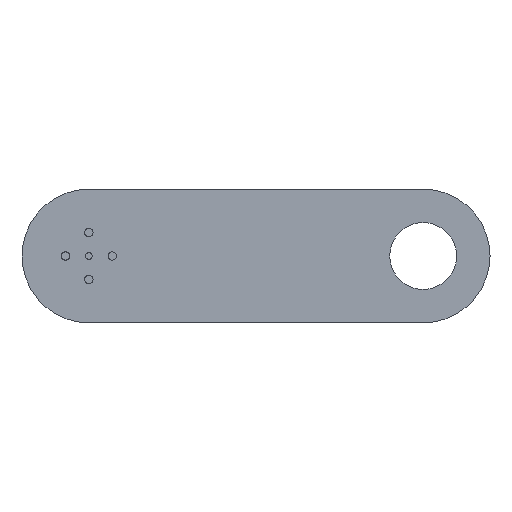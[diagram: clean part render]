
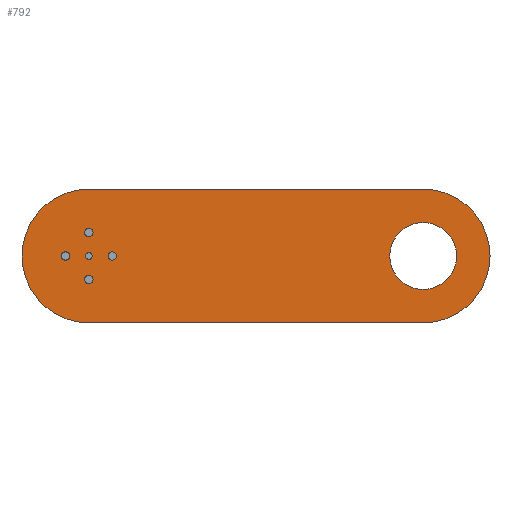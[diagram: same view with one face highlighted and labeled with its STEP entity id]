
A CAD part, top view. The second image highlights one B-rep face of the part: STEP entity #792.
In plain terms, the highlighted planar face has unit normal (0, 0, 1).
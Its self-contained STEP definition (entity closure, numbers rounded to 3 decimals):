
#6 = CARTESIAN_POINT ( 'NONE',  ( 100., 0., 0. ) ) ;
#9 = AXIS2_PLACEMENT_3D ( 'NONE', #317, #570, #770 ) ;
#24 = EDGE_LOOP ( 'NONE', ( #426, #290 ) ) ;
#25 = AXIS2_PLACEMENT_3D ( 'NONE', #612, #565, #499 ) ;
#29 = CARTESIAN_POINT ( 'NONE',  ( 0., -20., 0. ) ) ;
#30 = VERTEX_POINT ( 'NONE', #643 ) ;
#39 = CARTESIAN_POINT ( 'NONE',  ( 100., 10., 0. ) ) ;
#46 = FACE_BOUND ( 'NONE', #654, .T. ) ;
#72 = ORIENTED_EDGE ( 'NONE', *, *, #585, .F. ) ;
#74 = CARTESIAN_POINT ( 'NONE',  ( 0.002, -7., 0. ) ) ;
#91 = EDGE_LOOP ( 'NONE', ( #299, #235 ) ) ;
#92 = CIRCLE ( 'NONE', #407, 1.25 ) ;
#101 = CARTESIAN_POINT ( 'NONE',  ( 0., 8.25, 0. ) ) ;
#110 = LINE ( 'NONE', #244, #774 ) ;
#111 = ORIENTED_EDGE ( 'NONE', *, *, #391, .F. ) ;
#120 = DIRECTION ( 'NONE',  ( 0., 0., 1. ) ) ;
#122 = VERTEX_POINT ( 'NONE', #491 ) ;
#124 = DIRECTION ( 'NONE',  ( 0., -1., 0. ) ) ;
#131 = DIRECTION ( 'NONE',  ( 0., -1., 0. ) ) ;
#141 = CARTESIAN_POINT ( 'NONE',  ( 100., 0., 0. ) ) ;
#146 = DIRECTION ( 'NONE',  ( 0., 0., 1. ) ) ;
#148 = EDGE_CURVE ( 'NONE', #174, #621, #708, .T. ) ;
#158 = CIRCLE ( 'NONE', #376, 1.25 ) ;
#161 = AXIS2_PLACEMENT_3D ( 'NONE', #479, #370, #607 ) ;
#170 = AXIS2_PLACEMENT_3D ( 'NONE', #141, #625, #381 ) ;
#173 = FACE_OUTER_BOUND ( 'NONE', #703, .T. ) ;
#174 = VERTEX_POINT ( 'NONE', #388 ) ;
#181 = VERTEX_POINT ( 'NONE', #687 ) ;
#185 = VERTEX_POINT ( 'NONE', #332 ) ;
#191 = CIRCLE ( 'NONE', #170, 20. ) ;
#193 = DIRECTION ( 'NONE',  ( 0., 0., 1. ) ) ;
#200 = CARTESIAN_POINT ( 'NONE',  ( 0., 20., 0. ) ) ;
#201 = DIRECTION ( 'NONE',  ( 0., -1., 0. ) ) ;
#206 = EDGE_CURVE ( 'NONE', #554, #122, #300, .T. ) ;
#216 = ORIENTED_EDGE ( 'NONE', *, *, #648, .F. ) ;
#217 = EDGE_CURVE ( 'NONE', #506, #517, #748, .T. ) ;
#224 = ORIENTED_EDGE ( 'NONE', *, *, #428, .F. ) ;
#229 = VERTEX_POINT ( 'NONE', #200 ) ;
#235 = ORIENTED_EDGE ( 'NONE', *, *, #217, .F. ) ;
#244 = CARTESIAN_POINT ( 'NONE',  ( 100., -20., 0. ) ) ;
#260 = VERTEX_POINT ( 'NONE', #29 ) ;
#262 = DIRECTION ( 'NONE',  ( 0., 0., 1. ) ) ;
#263 = CARTESIAN_POINT ( 'NONE',  ( 100., -10., 0. ) ) ;
#282 = CIRCLE ( 'NONE', #735, 1.25 ) ;
#283 = DIRECTION ( 'NONE',  ( 0., -1., 0. ) ) ;
#290 = ORIENTED_EDGE ( 'NONE', *, *, #456, .F. ) ;
#299 = ORIENTED_EDGE ( 'NONE', *, *, #483, .F. ) ;
#300 = CIRCLE ( 'NONE', #314, 1.25 ) ;
#308 = ORIENTED_EDGE ( 'NONE', *, *, #346, .F. ) ;
#311 = CARTESIAN_POINT ( 'NONE',  ( 7.001, 0.001, 0. ) ) ;
#314 = AXIS2_PLACEMENT_3D ( 'NONE', #74, #262, #453 ) ;
#317 = CARTESIAN_POINT ( 'NONE',  ( 0., 0., 0. ) ) ;
#332 = CARTESIAN_POINT ( 'NONE',  ( 7.001, -1.249, 0. ) ) ;
#346 = EDGE_CURVE ( 'NONE', #490, #445, #552, .T. ) ;
#351 = AXIS2_PLACEMENT_3D ( 'NONE', #794, #739, #124 ) ;
#353 = DIRECTION ( 'NONE',  ( 0., 0., 1. ) ) ;
#358 = PLANE ( 'NONE',  #646 ) ;
#360 = DIRECTION ( 'NONE',  ( 0., 0., 1. ) ) ;
#366 = CARTESIAN_POINT ( 'NONE',  ( 0.002, -7., 0. ) ) ;
#370 = DIRECTION ( 'NONE',  ( 0., 0., 1. ) ) ;
#376 = AXIS2_PLACEMENT_3D ( 'NONE', #366, #353, #489 ) ;
#378 = CIRCLE ( 'NONE', #9, 1. ) ;
#381 = DIRECTION ( 'NONE',  ( 0., -1., 0. ) ) ;
#388 = CARTESIAN_POINT ( 'NONE',  ( -6.999, 1.249, 0. ) ) ;
#391 = EDGE_CURVE ( 'NONE', #229, #30, #790, .T. ) ;
#395 = AXIS2_PLACEMENT_3D ( 'NONE', #311, #360, #679 ) ;
#399 = DIRECTION ( 'NONE',  ( 0., 0., 1. ) ) ;
#404 = DIRECTION ( 'NONE',  ( 0., 0., 1. ) ) ;
#407 = AXIS2_PLACEMENT_3D ( 'NONE', #620, #404, #283 ) ;
#409 = EDGE_LOOP ( 'NONE', ( #72, #308 ) ) ;
#410 = ORIENTED_EDGE ( 'NONE', *, *, #638, .T. ) ;
#411 = CARTESIAN_POINT ( 'NONE',  ( 0., 7., 0. ) ) ;
#418 = CARTESIAN_POINT ( 'NONE',  ( 0., 20., 0. ) ) ;
#420 = FACE_BOUND ( 'NONE', #740, .T. ) ;
#426 = ORIENTED_EDGE ( 'NONE', *, *, #744, .F. ) ;
#428 = EDGE_CURVE ( 'NONE', #122, #554, #158, .T. ) ;
#445 = VERTEX_POINT ( 'NONE', #675 ) ;
#451 = EDGE_CURVE ( 'NONE', #229, #260, #605, .T. ) ;
#453 = DIRECTION ( 'NONE',  ( 0., -1., 0. ) ) ;
#456 = EDGE_CURVE ( 'NONE', #657, #521, #649, .T. ) ;
#459 = CIRCLE ( 'NONE', #395, 1.25 ) ;
#464 = CARTESIAN_POINT ( 'NONE',  ( 0.002, -8.25, 0. ) ) ;
#465 = EDGE_CURVE ( 'NONE', #185, #181, #459, .T. ) ;
#467 = CARTESIAN_POINT ( 'NONE',  ( 0., 5.75, 0. ) ) ;
#468 = ORIENTED_EDGE ( 'NONE', *, *, #522, .F. ) ;
#470 = CARTESIAN_POINT ( 'NONE',  ( 0., 0., 0. ) ) ;
#479 = CARTESIAN_POINT ( 'NONE',  ( 0., 0., 0. ) ) ;
#482 = DIRECTION ( 'NONE',  ( 0., 0., 1. ) ) ;
#483 = EDGE_CURVE ( 'NONE', #517, #506, #494, .T. ) ;
#489 = DIRECTION ( 'NONE',  ( 0., -1., 0. ) ) ;
#490 = VERTEX_POINT ( 'NONE', #553 ) ;
#491 = CARTESIAN_POINT ( 'NONE',  ( 0.002, -5.75, 0. ) ) ;
#494 = CIRCLE ( 'NONE', #762, 10. ) ;
#496 = CARTESIAN_POINT ( 'NONE',  ( -6.999, -0.001, 0. ) ) ;
#499 = DIRECTION ( 'NONE',  ( 0., -1., 0. ) ) ;
#506 = VERTEX_POINT ( 'NONE', #39 ) ;
#509 = AXIS2_PLACEMENT_3D ( 'NONE', #411, #482, #588 ) ;
#515 = DIRECTION ( 'NONE',  ( 0., -1., 0. ) ) ;
#517 = VERTEX_POINT ( 'NONE', #263 ) ;
#521 = VERTEX_POINT ( 'NONE', #467 ) ;
#522 = EDGE_CURVE ( 'NONE', #621, #174, #282, .T. ) ;
#532 = FACE_BOUND ( 'NONE', #91, .T. ) ;
#541 = DIRECTION ( 'NONE',  ( 0., -1., 0. ) ) ;
#542 = FACE_BOUND ( 'NONE', #589, .T. ) ;
#544 = AXIS2_PLACEMENT_3D ( 'NONE', #496, #120, #131 ) ;
#552 = CIRCLE ( 'NONE', #624, 1. ) ;
#553 = CARTESIAN_POINT ( 'NONE',  ( 0., 1., 0. ) ) ;
#554 = VERTEX_POINT ( 'NONE', #464 ) ;
#557 = ORIENTED_EDGE ( 'NONE', *, *, #206, .F. ) ;
#561 = CARTESIAN_POINT ( 'NONE',  ( 100., -20., 0. ) ) ;
#562 = ORIENTED_EDGE ( 'NONE', *, *, #148, .F. ) ;
#565 = DIRECTION ( 'NONE',  ( 0., 0., 1. ) ) ;
#570 = DIRECTION ( 'NONE',  ( 0., 0., 1. ) ) ;
#585 = EDGE_CURVE ( 'NONE', #445, #490, #378, .T. ) ;
#588 = DIRECTION ( 'NONE',  ( 0., -1., 0. ) ) ;
#589 = EDGE_LOOP ( 'NONE', ( #639, #216 ) ) ;
#594 = DIRECTION ( 'NONE',  ( -1., 0., 0. ) ) ;
#605 = CIRCLE ( 'NONE', #161, 20. ) ;
#607 = DIRECTION ( 'NONE',  ( 0., -1., 0. ) ) ;
#610 = CARTESIAN_POINT ( 'NONE',  ( 0., 0., 0. ) ) ;
#612 = CARTESIAN_POINT ( 'NONE',  ( 100., 0., 0. ) ) ;
#614 = ORIENTED_EDGE ( 'NONE', *, *, #451, .T. ) ;
#620 = CARTESIAN_POINT ( 'NONE',  ( 7.001, 0.001, 0. ) ) ;
#621 = VERTEX_POINT ( 'NONE', #706 ) ;
#624 = AXIS2_PLACEMENT_3D ( 'NONE', #610, #193, #732 ) ;
#625 = DIRECTION ( 'NONE',  ( 0., 0., 1. ) ) ;
#636 = VERTEX_POINT ( 'NONE', #561 ) ;
#638 = EDGE_CURVE ( 'NONE', #636, #30, #191, .T. ) ;
#639 = ORIENTED_EDGE ( 'NONE', *, *, #465, .F. ) ;
#643 = CARTESIAN_POINT ( 'NONE',  ( 100., 20., 0. ) ) ;
#646 = AXIS2_PLACEMENT_3D ( 'NONE', #470, #399, #515 ) ;
#648 = EDGE_CURVE ( 'NONE', #181, #185, #92, .T. ) ;
#649 = CIRCLE ( 'NONE', #351, 1.25 ) ;
#654 = EDGE_LOOP ( 'NONE', ( #468, #562 ) ) ;
#657 = VERTEX_POINT ( 'NONE', #101 ) ;
#660 = DIRECTION ( 'NONE',  ( 1., 0., 0. ) ) ;
#662 = FACE_BOUND ( 'NONE', #409, .T. ) ;
#672 = VECTOR ( 'NONE', #660, 1000. ) ;
#675 = CARTESIAN_POINT ( 'NONE',  ( 0., -1., 0. ) ) ;
#679 = DIRECTION ( 'NONE',  ( 0., -1., 0. ) ) ;
#687 = CARTESIAN_POINT ( 'NONE',  ( 7.001, 1.251, 0. ) ) ;
#688 = CARTESIAN_POINT ( 'NONE',  ( -6.999, -0.001, 0. ) ) ;
#703 = EDGE_LOOP ( 'NONE', ( #614, #721, #410, #111 ) ) ;
#706 = CARTESIAN_POINT ( 'NONE',  ( -6.999, -1.251, 0. ) ) ;
#708 = CIRCLE ( 'NONE', #544, 1.25 ) ;
#720 = DIRECTION ( 'NONE',  ( 0., 0., 1. ) ) ;
#721 = ORIENTED_EDGE ( 'NONE', *, *, #776, .F. ) ;
#732 = DIRECTION ( 'NONE',  ( 0., -1., 0. ) ) ;
#735 = AXIS2_PLACEMENT_3D ( 'NONE', #688, #146, #201 ) ;
#739 = DIRECTION ( 'NONE',  ( 0., 0., 1. ) ) ;
#740 = EDGE_LOOP ( 'NONE', ( #557, #224 ) ) ;
#744 = EDGE_CURVE ( 'NONE', #521, #657, #750, .T. ) ;
#748 = CIRCLE ( 'NONE', #25, 10. ) ;
#750 = CIRCLE ( 'NONE', #509, 1.25 ) ;
#762 = AXIS2_PLACEMENT_3D ( 'NONE', #6, #720, #541 ) ;
#770 = DIRECTION ( 'NONE',  ( 0., -1., 0. ) ) ;
#774 = VECTOR ( 'NONE', #594, 1000. ) ;
#776 = EDGE_CURVE ( 'NONE', #636, #260, #110, .T. ) ;
#786 = FACE_BOUND ( 'NONE', #24, .T. ) ;
#790 = LINE ( 'NONE', #418, #672 ) ;
#792 = ADVANCED_FACE ( 'NONE', ( #532, #786, #46, #420, #542, #662, #173 ), #358, .T. ) ;
#794 = CARTESIAN_POINT ( 'NONE',  ( 0., 7., 0. ) ) ;
